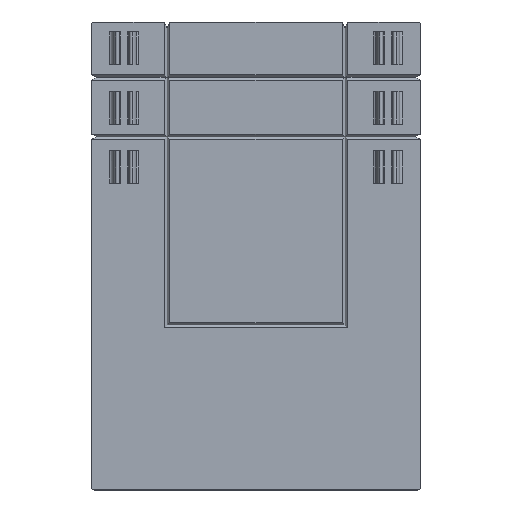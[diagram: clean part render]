
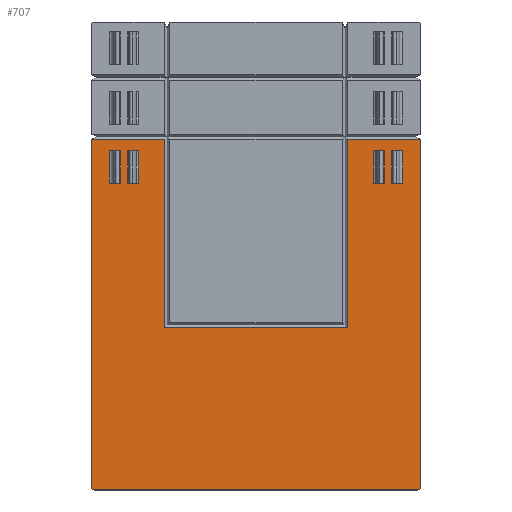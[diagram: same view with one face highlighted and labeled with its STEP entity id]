
A CAD part, top view. The second image highlights one B-rep face of the part: STEP entity #707.
In plain terms, the highlighted planar face has unit normal (0, 0, 1).
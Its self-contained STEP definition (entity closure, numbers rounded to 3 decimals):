
#123=FACE_BOUND('',#1679,.T.);
#124=FACE_BOUND('',#1680,.T.);
#125=FACE_BOUND('',#1681,.T.);
#126=FACE_BOUND('',#1682,.T.);
#127=FACE_BOUND('',#1683,.T.);
#456=CIRCLE('',#6865,0.5);
#458=CIRCLE('',#6868,0.5);
#459=CIRCLE('',#6870,0.2);
#707=ADVANCED_FACE('',(#123,#124,#125,#126,#127),#1051,.T.);
#1051=PLANE('',#6871);
#1679=EDGE_LOOP('',(#2638,#2639,#2640,#2641));
#1680=EDGE_LOOP('',(#2642,#2643,#2644,#2645,#2646,#2647));
#1681=EDGE_LOOP('',(#2648,#2649,#2650,#2651));
#1682=EDGE_LOOP('',(#2652,#2653,#2654,#2655));
#1683=EDGE_LOOP('',(#2656,#2657,#2658,#2659,#2660,#2661,#2662,#2663,#2664,
#2665));
#2638=ORIENTED_EDGE('',*,*,#4945,.T.);
#2639=ORIENTED_EDGE('',*,*,#4489,.F.);
#2640=ORIENTED_EDGE('',*,*,#4946,.T.);
#2641=ORIENTED_EDGE('',*,*,#4503,.F.);
#2642=ORIENTED_EDGE('',*,*,#4947,.T.);
#2643=ORIENTED_EDGE('',*,*,#4948,.F.);
#2644=ORIENTED_EDGE('',*,*,#4949,.T.);
#2645=ORIENTED_EDGE('',*,*,#4950,.F.);
#2646=ORIENTED_EDGE('',*,*,#4951,.T.);
#2647=ORIENTED_EDGE('',*,*,#4495,.T.);
#2648=ORIENTED_EDGE('',*,*,#4952,.F.);
#2649=ORIENTED_EDGE('',*,*,#4953,.T.);
#2650=ORIENTED_EDGE('',*,*,#4954,.T.);
#2651=ORIENTED_EDGE('',*,*,#4955,.T.);
#2652=ORIENTED_EDGE('',*,*,#4956,.F.);
#2653=ORIENTED_EDGE('',*,*,#4957,.T.);
#2654=ORIENTED_EDGE('',*,*,#4958,.T.);
#2655=ORIENTED_EDGE('',*,*,#4959,.T.);
#2656=ORIENTED_EDGE('',*,*,#4960,.T.);
#2657=ORIENTED_EDGE('',*,*,#4961,.F.);
#2658=ORIENTED_EDGE('',*,*,#4774,.T.);
#2659=ORIENTED_EDGE('',*,*,#4925,.F.);
#2660=ORIENTED_EDGE('',*,*,#4944,.T.);
#2661=ORIENTED_EDGE('',*,*,#4939,.F.);
#2662=ORIENTED_EDGE('',*,*,#4942,.T.);
#2663=ORIENTED_EDGE('',*,*,#4402,.F.);
#2664=ORIENTED_EDGE('',*,*,#4848,.T.);
#2665=ORIENTED_EDGE('',*,*,#4962,.T.);
#3818=VERTEX_POINT('',#9264);
#3819=VERTEX_POINT('',#9266);
#3905=VERTEX_POINT('',#9449);
#3906=VERTEX_POINT('',#9451);
#3911=VERTEX_POINT('',#9462);
#3912=VERTEX_POINT('',#9464);
#3919=VERTEX_POINT('',#9479);
#3920=VERTEX_POINT('',#9481);
#4140=VERTEX_POINT('',#10022);
#4141=VERTEX_POINT('',#10023);
#4187=VERTEX_POINT('',#10167);
#4228=VERTEX_POINT('',#10309);
#4233=VERTEX_POINT('',#10334);
#4234=VERTEX_POINT('',#10336);
#4235=VERTEX_POINT('',#10350);
#4236=VERTEX_POINT('',#10352);
#4237=VERTEX_POINT('',#10354);
#4238=VERTEX_POINT('',#10356);
#4239=VERTEX_POINT('',#10359);
#4240=VERTEX_POINT('',#10360);
#4241=VERTEX_POINT('',#10362);
#4242=VERTEX_POINT('',#10364);
#4243=VERTEX_POINT('',#10367);
#4244=VERTEX_POINT('',#10368);
#4245=VERTEX_POINT('',#10370);
#4246=VERTEX_POINT('',#10372);
#4247=VERTEX_POINT('',#10375);
#4248=VERTEX_POINT('',#10376);
#4402=EDGE_CURVE('',#3818,#3819,#5332,.T.);
#4489=EDGE_CURVE('',#3905,#3906,#5366,.T.);
#4495=EDGE_CURVE('',#3912,#3911,#5368,.T.);
#4503=EDGE_CURVE('',#3919,#3920,#5370,.T.);
#4774=EDGE_CURVE('',#4140,#4141,#5532,.T.);
#4848=EDGE_CURVE('',#3818,#4187,#5606,.T.);
#4925=EDGE_CURVE('',#4228,#4141,#5683,.T.);
#4939=EDGE_CURVE('',#4233,#4234,#5697,.T.);
#4942=EDGE_CURVE('',#4233,#3819,#456,.T.);
#4944=EDGE_CURVE('',#4228,#4234,#458,.T.);
#4945=EDGE_CURVE('',#3919,#3906,#5699,.T.);
#4946=EDGE_CURVE('',#3905,#3920,#5700,.T.);
#4947=EDGE_CURVE('',#3911,#4235,#5701,.T.);
#4948=EDGE_CURVE('',#4236,#4235,#5702,.T.);
#4949=EDGE_CURVE('',#4236,#4237,#5703,.T.);
#4950=EDGE_CURVE('',#4238,#4237,#459,.T.);
#4951=EDGE_CURVE('',#4238,#3912,#5704,.T.);
#4952=EDGE_CURVE('',#4239,#4240,#5705,.T.);
#4953=EDGE_CURVE('',#4239,#4241,#5706,.T.);
#4954=EDGE_CURVE('',#4241,#4242,#5707,.T.);
#4955=EDGE_CURVE('',#4242,#4240,#5708,.T.);
#4956=EDGE_CURVE('',#4243,#4244,#5709,.T.);
#4957=EDGE_CURVE('',#4243,#4245,#5710,.T.);
#4958=EDGE_CURVE('',#4245,#4246,#5711,.T.);
#4959=EDGE_CURVE('',#4246,#4244,#5712,.T.);
#4960=EDGE_CURVE('',#4247,#4248,#5713,.T.);
#4961=EDGE_CURVE('',#4140,#4248,#5714,.T.);
#4962=EDGE_CURVE('',#4187,#4247,#5715,.T.);
#5332=LINE('',#9265,#5962);
#5366=LINE('',#9450,#5996);
#5368=LINE('',#9463,#5998);
#5370=LINE('',#9480,#6000);
#5532=LINE('',#10021,#6162);
#5606=LINE('',#10168,#6236);
#5683=LINE('',#10310,#6313);
#5697=LINE('',#10335,#6327);
#5699=LINE('',#10347,#6329);
#5700=LINE('',#10348,#6330);
#5701=LINE('',#10349,#6331);
#5702=LINE('',#10351,#6332);
#5703=LINE('',#10353,#6333);
#5704=LINE('',#10357,#6334);
#5705=LINE('',#10358,#6335);
#5706=LINE('',#10361,#6336);
#5707=LINE('',#10363,#6337);
#5708=LINE('',#10365,#6338);
#5709=LINE('',#10366,#6339);
#5710=LINE('',#10369,#6340);
#5711=LINE('',#10371,#6341);
#5712=LINE('',#10373,#6342);
#5713=LINE('',#10374,#6343);
#5714=LINE('',#10377,#6344);
#5715=LINE('',#10378,#6345);
#5962=VECTOR('',#7271,1.);
#5996=VECTOR('',#7433,1.);
#5998=VECTOR('',#7445,1.);
#6000=VECTOR('',#7461,1.);
#6162=VECTOR('',#7941,1.);
#6236=VECTOR('',#8065,1.);
#6313=VECTOR('',#8190,1.);
#6327=VECTOR('',#8216,1.);
#6329=VECTOR('',#8236,1.);
#6330=VECTOR('',#8237,1.);
#6331=VECTOR('',#8238,1.);
#6332=VECTOR('',#8239,1.);
#6333=VECTOR('',#8240,1.);
#6334=VECTOR('',#8243,1.);
#6335=VECTOR('',#8244,1.);
#6336=VECTOR('',#8245,1.);
#6337=VECTOR('',#8246,1.);
#6338=VECTOR('',#8247,1.);
#6339=VECTOR('',#8248,1.);
#6340=VECTOR('',#8249,1.);
#6341=VECTOR('',#8250,1.);
#6342=VECTOR('',#8251,1.);
#6343=VECTOR('',#8252,1.);
#6344=VECTOR('',#8253,1.);
#6345=VECTOR('',#8254,1.);
#6865=AXIS2_PLACEMENT_3D('',#10342,#8226,#8227);
#6868=AXIS2_PLACEMENT_3D('',#10345,#8232,#8233);
#6870=AXIS2_PLACEMENT_3D('',#10355,#8241,#8242);
#6871=AXIS2_PLACEMENT_3D('',#10379,#8255,#8256);
#7271=DIRECTION('',(0.,-1.,0.));
#7433=DIRECTION('',(-1.,0.,0.));
#7445=DIRECTION('',(1.,0.,0.));
#7461=DIRECTION('',(1.,0.,0.));
#7941=DIRECTION('',(-1.,0.,0.));
#8065=DIRECTION('',(-1.,0.,0.));
#8190=DIRECTION('',(0.,1.,0.));
#8216=DIRECTION('',(-1.,0.,0.));
#8226=DIRECTION('',(0.,0.,1.));
#8227=DIRECTION('',(1.,0.,0.));
#8232=DIRECTION('',(0.,0.,1.));
#8233=DIRECTION('',(1.,0.,0.));
#8236=DIRECTION('',(0.,1.,0.));
#8237=DIRECTION('',(0.,-1.,0.));
#8238=DIRECTION('',(0.,-1.,0.));
#8239=DIRECTION('',(1.,0.,0.));
#8240=DIRECTION('',(0.,1.,0.));
#8241=DIRECTION('',(0.,0.,-1.));
#8242=DIRECTION('',(1.,0.,0.));
#8243=DIRECTION('',(0.,1.,0.));
#8244=DIRECTION('',(-1.,0.,0.));
#8245=DIRECTION('',(0.,-1.,0.));
#8246=DIRECTION('',(-1.,0.,0.));
#8247=DIRECTION('',(0.,1.,0.));
#8248=DIRECTION('',(1.,0.,0.));
#8249=DIRECTION('',(0.,1.,0.));
#8250=DIRECTION('',(1.,0.,0.));
#8251=DIRECTION('',(0.,-1.,0.));
#8252=DIRECTION('',(-1.,0.,0.));
#8253=DIRECTION('',(0.,-1.,0.));
#8254=DIRECTION('',(0.,-1.,0.));
#8255=DIRECTION('',(0.,0.,1.));
#8256=DIRECTION('',(1.,0.,0.));
#9264=CARTESIAN_POINT('',(25.,53.2,24.5));
#9265=CARTESIAN_POINT('',(25.,35.5,24.5));
#9266=CARTESIAN_POINT('',(25.,0.5,24.5));
#9449=CARTESIAN_POINT('',(-17.758,51.5,24.5));
#9450=CARTESIAN_POINT('',(0.,51.5,24.5));
#9451=CARTESIAN_POINT('',(-19.5,51.5,24.5));
#9462=CARTESIAN_POINT('',(-20.5,51.5,24.5));
#9463=CARTESIAN_POINT('',(0.,51.5,24.5));
#9464=CARTESIAN_POINT('',(-22.242,51.5,24.5));
#9479=CARTESIAN_POINT('',(-19.5,46.5,24.5));
#9480=CARTESIAN_POINT('',(-16.3,46.5,24.5));
#9481=CARTESIAN_POINT('',(-17.758,46.5,24.5));
#10021=CARTESIAN_POINT('',(0.,53.2,24.5));
#10022=CARTESIAN_POINT('',(-13.9,53.2,24.5));
#10023=CARTESIAN_POINT('',(-25.,53.2,24.5));
#10167=CARTESIAN_POINT('',(13.9,53.2,24.5));
#10168=CARTESIAN_POINT('',(0.,53.2,24.5));
#10309=CARTESIAN_POINT('',(-25.,0.5,24.5));
#10310=CARTESIAN_POINT('',(-25.,35.5,24.5));
#10334=CARTESIAN_POINT('',(24.5,0.,24.5));
#10335=CARTESIAN_POINT('',(0.,0.,24.5));
#10336=CARTESIAN_POINT('',(-24.5,0.,24.5));
#10342=CARTESIAN_POINT('',(24.5,0.5,24.5));
#10345=CARTESIAN_POINT('',(-24.5,0.5,24.5));
#10347=CARTESIAN_POINT('',(-19.5,35.5,24.5));
#10348=CARTESIAN_POINT('',(-17.758,47.5,24.5));
#10349=CARTESIAN_POINT('',(-20.5,35.5,24.5));
#10350=CARTESIAN_POINT('',(-20.5,46.5,24.5));
#10351=CARTESIAN_POINT('',(-16.3,46.5,24.5));
#10352=CARTESIAN_POINT('',(-22.21,46.5,24.5));
#10353=CARTESIAN_POINT('',(-22.21,46.5,24.5));
#10354=CARTESIAN_POINT('',(-22.21,47.5,24.5));
#10355=CARTESIAN_POINT('',(-22.21,47.3,24.5));
#10356=CARTESIAN_POINT('',(-22.242,47.497,24.5));
#10357=CARTESIAN_POINT('',(-22.242,35.5,24.5));
#10358=CARTESIAN_POINT('',(0.,51.5,24.5));
#10359=CARTESIAN_POINT('',(19.5,51.5,24.5));
#10360=CARTESIAN_POINT('',(17.758,51.5,24.5));
#10361=CARTESIAN_POINT('',(19.5,35.5,24.5));
#10362=CARTESIAN_POINT('',(19.5,46.5,24.5));
#10363=CARTESIAN_POINT('',(0.,46.5,24.5));
#10364=CARTESIAN_POINT('',(17.758,46.5,24.5));
#10365=CARTESIAN_POINT('',(17.758,51.5,24.5));
#10366=CARTESIAN_POINT('',(0.,46.5,24.5));
#10367=CARTESIAN_POINT('',(20.5,46.5,24.5));
#10368=CARTESIAN_POINT('',(22.242,46.5,24.5));
#10369=CARTESIAN_POINT('',(20.5,35.5,24.5));
#10370=CARTESIAN_POINT('',(20.5,51.5,24.5));
#10371=CARTESIAN_POINT('',(0.,51.5,24.5));
#10372=CARTESIAN_POINT('',(22.242,51.5,24.5));
#10373=CARTESIAN_POINT('',(22.242,35.5,24.5));
#10374=CARTESIAN_POINT('',(0.,24.6,24.5));
#10375=CARTESIAN_POINT('',(13.9,24.6,24.5));
#10376=CARTESIAN_POINT('',(-13.9,24.6,24.5));
#10377=CARTESIAN_POINT('',(-13.9,35.5,24.5));
#10378=CARTESIAN_POINT('',(13.9,35.5,24.5));
#10379=CARTESIAN_POINT('',(-17.678,41.071,24.5));
